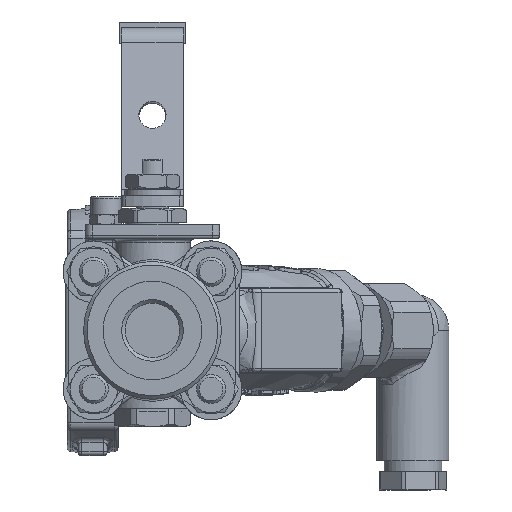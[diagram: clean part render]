
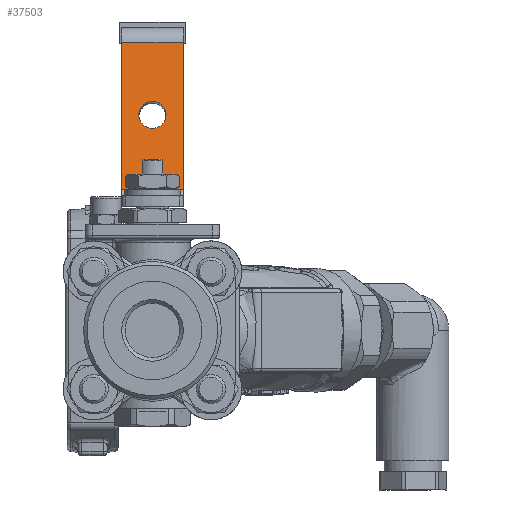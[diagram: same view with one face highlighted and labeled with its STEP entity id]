
A CAD part, left-side view. The second image highlights one B-rep face of the part: STEP entity #37503.
In plain terms, the highlighted planar face has unit normal (-0.985, 0, 0.174).
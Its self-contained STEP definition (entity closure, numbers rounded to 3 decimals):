
#3804=LINE('',#65567,#5613);
#3807=LINE('',#65600,#5616);
#3809=LINE('',#65604,#5618);
#3810=LINE('',#65605,#5619);
#5613=VECTOR('',#48368,10.);
#5616=VECTOR('',#48381,10.);
#5618=VECTOR('',#48385,10.);
#5619=VECTOR('',#48386,10.);
#7181=FACE_BOUND('',#10834,.T.);
#8381=FACE_OUTER_BOUND('',#10833,.T.);
#10833=EDGE_LOOP('',(#28847,#28848,#28849,#28850));
#10834=EDGE_LOOP('',(#28851));
#13003=CIRCLE('',#40911,3.75);
#15912=VERTEX_POINT('',#65564);
#15913=VERTEX_POINT('',#65566);
#15919=VERTEX_POINT('',#65598);
#15920=VERTEX_POINT('',#65603);
#15921=VERTEX_POINT('',#65606);
#20441=EDGE_CURVE('',#15912,#15913,#3804,.T.);
#20449=EDGE_CURVE('',#15919,#15912,#3807,.T.);
#20451=EDGE_CURVE('',#15920,#15919,#3809,.T.);
#20452=EDGE_CURVE('',#15913,#15920,#3810,.T.);
#20453=EDGE_CURVE('',#15921,#15921,#13003,.T.);
#28847=ORIENTED_EDGE('',*,*,#20449,.F.);
#28848=ORIENTED_EDGE('',*,*,#20451,.F.);
#28849=ORIENTED_EDGE('',*,*,#20452,.F.);
#28850=ORIENTED_EDGE('',*,*,#20441,.F.);
#28851=ORIENTED_EDGE('',*,*,#20453,.T.);
#35116=PLANE('',#40910);
#37503=ADVANCED_FACE('',(#8381,#7181),#35116,.T.);
#40910=AXIS2_PLACEMENT_3D('',#65602,#48383,#48384);
#40911=AXIS2_PLACEMENT_3D('',#65607,#48387,#48388);
#48368=DIRECTION('',(0.174,0.,0.985));
#48381=DIRECTION('',(0.,1.,0.));
#48383=DIRECTION('center_axis',(-0.985,0.,
0.174));
#48384=DIRECTION('ref_axis',(0.174,0.,0.985));
#48385=DIRECTION('',(-0.174,0.,-0.985));
#48386=DIRECTION('',(0.,-1.,0.));
#48387=DIRECTION('center_axis',(0.985,0.,
-0.174));
#48388=DIRECTION('ref_axis',(-0.174,0.,-0.985));
#65564=CARTESIAN_POINT('',(-166.594,27.333,37.236));
#65566=CARTESIAN_POINT('',(-159.433,27.333,77.851));
#65567=CARTESIAN_POINT('',(-166.886,27.333,35.583));
#65598=CARTESIAN_POINT('',(-166.594,10.333,37.236));
#65600=CARTESIAN_POINT('',(-166.594,18.833,37.236));
#65602=CARTESIAN_POINT('Origin',(-166.886,18.833,35.583));
#65603=CARTESIAN_POINT('',(-159.433,10.333,77.851));
#65604=CARTESIAN_POINT('',(-166.886,10.333,35.583));
#65605=CARTESIAN_POINT('',(-159.433,18.833,77.851));
#65606=CARTESIAN_POINT('',(-162.303,18.833,61.576));
#65607=CARTESIAN_POINT('Origin',(-162.954,18.833,57.883));
